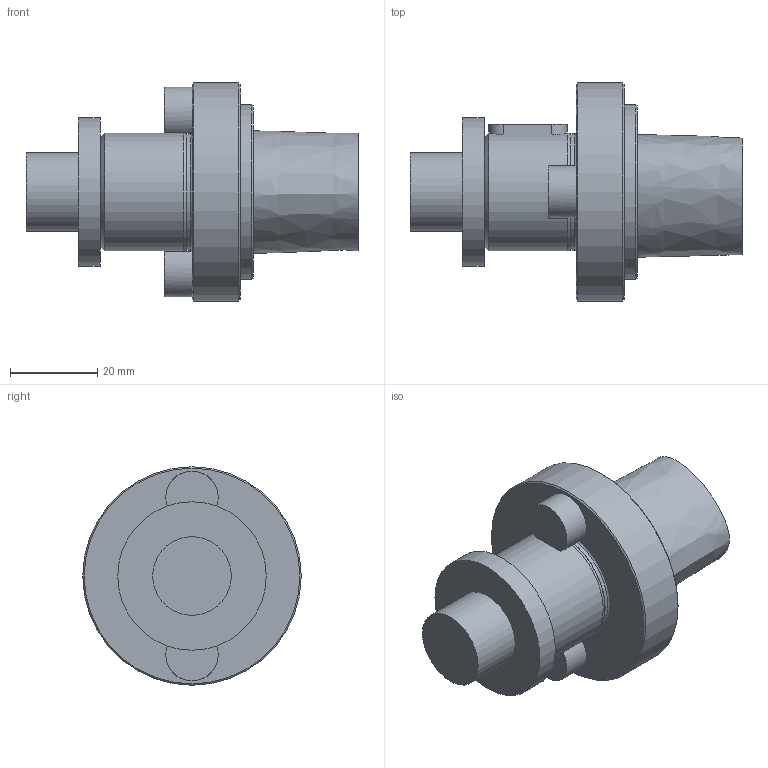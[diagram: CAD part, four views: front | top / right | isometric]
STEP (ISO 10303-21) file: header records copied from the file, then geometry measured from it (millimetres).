
FILE_DESCRIPTION( ( 'Unknown' ), '1' );
FILE_NAME( 'c4-w-391.05-27 014.stp', 'Unknown', ( 'Unknown' ), ( 'Unknown' ), 'PSStep 10.0', 'Unknown', ' ' );
FILE_SCHEMA( ( 'AUTOMOTIVE_DESIGN { 1 0 10303 214 1 1 1 1 }' ) );
Length unit declared in the file: millimetre
Products named in the file (1): 1
Bounding box: 76 x 50 x 50 mm (x, y, z)
Volume: 60461.2 mm3; surface area: 12354.1 mm2
Topology: 1 solids, 1 shells, 38 faces, 84 edges, 53 vertices
Faces by surface type: plane 17, cylinder 11, cone 7, torus 2, bspline 1
Full cylindrical faces by diameter (mm): 18 x1, 26.6 x1, 27 x1, 34 x1, 40 x1, 50 x1
Entity records: 1768 total; most frequent: CARTESIAN_POINT 699, DIRECTION 161, ORIENTED_EDGE 130, AXIS2_PLACEMENT_3D 72, EDGE_CURVE 65, EDGE_LOOP 56, VERTEX_POINT 47, FACE_OUTER_BOUND 45
